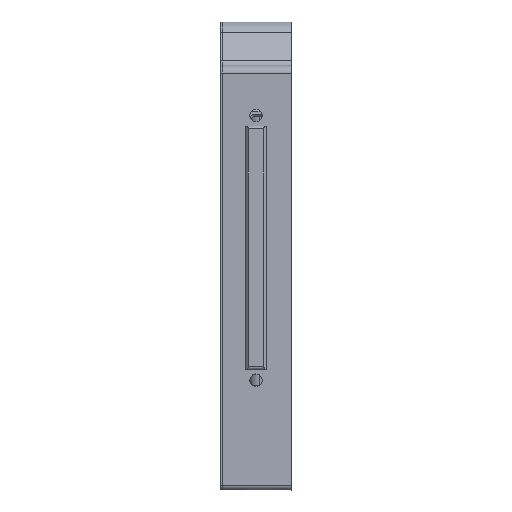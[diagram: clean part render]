
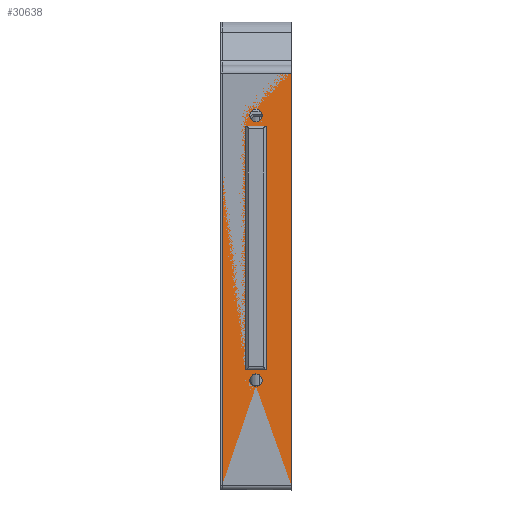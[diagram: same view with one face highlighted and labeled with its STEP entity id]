
A CAD part, top view. The second image highlights one B-rep face of the part: STEP entity #30638.
In plain terms, the highlighted planar face has unit normal (0, 0, 1).
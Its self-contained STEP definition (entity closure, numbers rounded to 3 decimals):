
#1284=FACE_BOUND('',#4787,.T.);
#1285=FACE_BOUND('',#4788,.T.);
#1286=FACE_BOUND('',#4789,.T.);
#1657=CIRCLE('',#32628,1.75);
#1683=CIRCLE('',#32776,1.75);
#2946=FACE_OUTER_BOUND('',#4786,.T.);
#4786=EDGE_LOOP('',(#22023,#22024,#22025,#22026));
#4787=EDGE_LOOP('',(#22027));
#4788=EDGE_LOOP('',(#22028));
#4789=EDGE_LOOP('',(#22029,#22030,#22031,#22032));
#6811=LINE('',#45755,#9940);
#6812=LINE('',#45761,#9941);
#6914=LINE('',#46033,#10043);
#6926=LINE('',#46064,#10055);
#6937=LINE('',#46103,#10066);
#6939=LINE('',#46107,#10068);
#6965=LINE('',#46162,#10094);
#6966=LINE('',#46163,#10095);
#9940=VECTOR('',#36605,10.);
#9941=VECTOR('',#36610,10.);
#10043=VECTOR('',#36950,1.);
#10055=VECTOR('',#36990,10.);
#10066=VECTOR('',#37037,10.);
#10068=VECTOR('',#37043,10.);
#10094=VECTOR('',#37127,10.);
#10095=VECTOR('',#37128,10.);
#13121=VERTEX_POINT('',#45737);
#13124=VERTEX_POINT('',#45748);
#13127=VERTEX_POINT('',#45753);
#13128=VERTEX_POINT('',#45757);
#13130=VERTEX_POINT('',#45760);
#13159=VERTEX_POINT('',#46016);
#13162=VERTEX_POINT('',#46031);
#13164=VERTEX_POINT('',#46057);
#13167=VERTEX_POINT('',#46062);
#13170=VERTEX_POINT('',#46073);
#16221=EDGE_CURVE('',#13121,#13121,#1657,.T.);
#16229=EDGE_CURVE('',#13124,#13127,#6811,.T.);
#16231=EDGE_CURVE('',#13128,#13130,#6812,.T.);
#16354=EDGE_CURVE('',#13159,#13162,#6914,.T.);
#16370=EDGE_CURVE('',#13164,#13167,#6926,.T.);
#16374=EDGE_CURVE('',#13170,#13170,#1683,.T.);
#16389=EDGE_CURVE('',#13167,#13124,#6937,.T.);
#16391=EDGE_CURVE('',#13159,#13128,#6939,.T.);
#16417=EDGE_CURVE('',#13162,#13130,#6965,.T.);
#16418=EDGE_CURVE('',#13127,#13164,#6966,.T.);
#22023=ORIENTED_EDGE('',*,*,#16391,.F.);
#22024=ORIENTED_EDGE('',*,*,#16354,.T.);
#22025=ORIENTED_EDGE('',*,*,#16417,.T.);
#22026=ORIENTED_EDGE('',*,*,#16231,.F.);
#22027=ORIENTED_EDGE('',*,*,#16221,.T.);
#22028=ORIENTED_EDGE('',*,*,#16374,.T.);
#22029=ORIENTED_EDGE('',*,*,#16389,.T.);
#22030=ORIENTED_EDGE('',*,*,#16229,.T.);
#22031=ORIENTED_EDGE('',*,*,#16418,.T.);
#22032=ORIENTED_EDGE('',*,*,#16370,.T.);
#29488=PLANE('',#32819);
#30638=ADVANCED_FACE('',(#2946,#1284,#1285,#1286),#29488,.T.);
#32628=AXIS2_PLACEMENT_3D('',#45738,#36586,#36587);
#32776=AXIS2_PLACEMENT_3D('',#46074,#37002,#37003);
#32819=AXIS2_PLACEMENT_3D('',#46161,#37125,#37126);
#36586=DIRECTION('center_axis',(0.,0.,
-1.));
#36587=DIRECTION('ref_axis',(1.,0.,0.));
#36605=DIRECTION('',(1.,0.,0.));
#36610=DIRECTION('',(1.,0.,0.));
#36950=DIRECTION('',(1.,0.,0.));
#36990=DIRECTION('',(-1.,0.,0.));
#37002=DIRECTION('center_axis',(0.,0.,
-1.));
#37003=DIRECTION('ref_axis',(1.,0.,0.));
#37037=DIRECTION('',(0.,1.,0.));
#37043=DIRECTION('',(0.,1.,0.));
#37125=DIRECTION('center_axis',(0.,0.,
1.));
#37126=DIRECTION('ref_axis',(0.,1.,0.));
#37127=DIRECTION('',(0.,1.,0.));
#37128=DIRECTION('',(0.,-1.,0.));
#45737=CARTESIAN_POINT('',(398.53,-27.109,56.496));
#45738=CARTESIAN_POINT('Origin',(400.28,-27.109,56.496));
#45748=CARTESIAN_POINT('',(397.28,-30.109,56.496));
#45753=CARTESIAN_POINT('',(403.28,-30.109,56.496));
#45755=CARTESIAN_POINT('',(406.78,-30.109,56.496));
#45757=CARTESIAN_POINT('',(390.68,-15.109,56.496));
#45760=CARTESIAN_POINT('',(410.28,-15.109,56.496));
#45761=CARTESIAN_POINT('',(400.28,-15.109,56.496));
#46016=CARTESIAN_POINT('',(390.68,-131.919,56.496));
#46031=CARTESIAN_POINT('',(410.28,-131.919,56.496));
#46033=CARTESIAN_POINT('',(410.28,-131.919,56.496));
#46057=CARTESIAN_POINT('',(403.28,-99.109,56.496));
#46062=CARTESIAN_POINT('',(397.28,-99.109,56.496));
#46064=CARTESIAN_POINT('',(403.78,-99.109,56.496));
#46073=CARTESIAN_POINT('',(398.53,-102.109,56.496));
#46074=CARTESIAN_POINT('Origin',(400.28,-102.109,56.496));
#46103=CARTESIAN_POINT('',(397.28,-23.209,56.496));
#46107=CARTESIAN_POINT('',(390.68,-10.709,56.496));
#46161=CARTESIAN_POINT('Origin',(410.28,-16.309,56.496));
#46162=CARTESIAN_POINT('',(410.28,-35.709,56.496));
#46163=CARTESIAN_POINT('',(403.28,-45.209,56.496));
